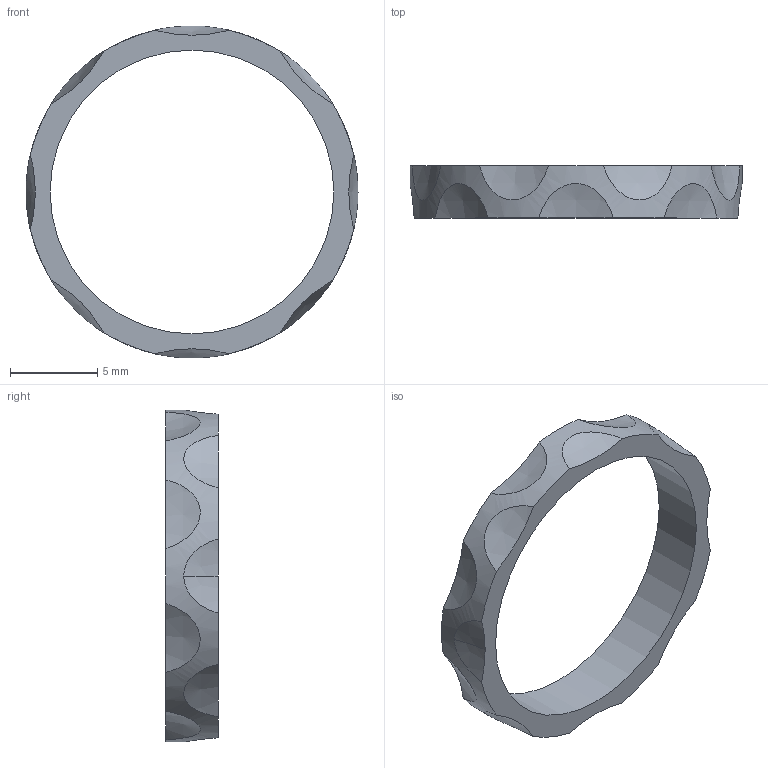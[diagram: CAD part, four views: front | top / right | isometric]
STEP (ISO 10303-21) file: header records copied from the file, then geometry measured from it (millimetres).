
FILE_DESCRIPTION(('FreeCAD Model'),'2;1');
FILE_NAME('iron_ring.STEP','2017-11-24T02:25:07',('FreeCAD'),('FreeCAD') ,'Open CASCADE STEP processor 6.8','FreeCAD','Unknown');
FILE_SCHEMA(('AUTOMOTIVE_DESIGN_CC2 { 1 2 10303 214 -1 1 5 4 }'));
Length unit declared in the file: millimetre
Products named in the file (1): Open CASCADE STEP translator 6.8 1
Bounding box: 19 x 3 x 19 mm (x, y, z)
Volume: 205.5 mm3; surface area: 464 mm2
Topology: 1 solids, 1 shells, 21 faces, 57 edges, 38 vertices
Faces by surface type: sphere 17, cylinder 2, plane 2
Full cylindrical faces by diameter (mm): 16.245 x1, 19 x1
Entity records: 2955 total; most frequent: CARTESIAN_POINT 1929, DIRECTION 172, ORIENTED_EDGE 114, PCURVE 114, DEFINITIONAL_REPRESENTATION 114, AXIS2_PLACEMENT_3D 59, EDGE_CURVE 57, SURFACE_CURVE 55
